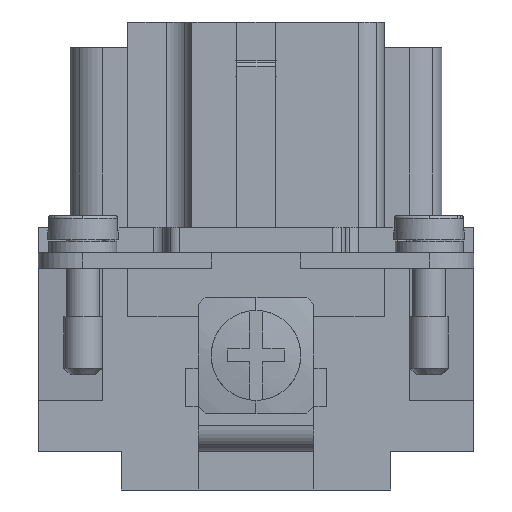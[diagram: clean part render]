
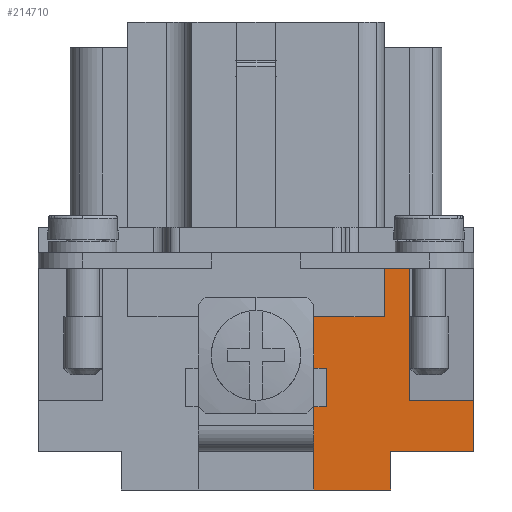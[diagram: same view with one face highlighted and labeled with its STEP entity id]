
A CAD part, left-side view. The second image highlights one B-rep face of the part: STEP entity #214710.
In plain terms, the highlighted planar face has unit normal (-1, 0, 0).
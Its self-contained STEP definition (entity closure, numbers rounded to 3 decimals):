
#94220=CARTESIAN_POINT('',(-21.5,-4.5,-17.355));
#94230=VERTEX_POINT('',#94220);
#160670=CARTESIAN_POINT('',(-21.5,-10.5,-17.5));
#160680=VERTEX_POINT('',#160670);
#160710=CARTESIAN_POINT('',(-21.5,-10.5,-17.5));
#160720=DIRECTION('',(0.,-1.,0.));
#160730=VECTOR('',#160720,6.5);
#160740=LINE('',#160710,#160730);
#160750=CARTESIAN_POINT('',(-21.5,-17.,-17.5));
#160760=VERTEX_POINT('',#160750);
#160770=EDGE_CURVE('',#160680,#160760,#160740,.T.);
#209220=CARTESIAN_POINT('',(-21.5,-5.5,-14.));
#209230=VERTEX_POINT('',#209220);
#209280=CARTESIAN_POINT('',(-21.5,-5.5,-14.));
#209290=DIRECTION('',(0.,1.,0.));
#209300=VECTOR('',#209290,1.);
#209310=LINE('',#209280,#209300);
#209320=CARTESIAN_POINT('',(-21.5,-4.5,-14.));
#209330=VERTEX_POINT('',#209320);
#209340=EDGE_CURVE('',#209230,#209330,#209310,.T.);
#209680=CARTESIAN_POINT('',(-21.5,-5.5,-11.));
#209690=VERTEX_POINT('',#209680);
#209740=CARTESIAN_POINT('',(-21.5,-5.5,-11.));
#209750=DIRECTION('',(0.,0.,-1.));
#209760=VECTOR('',#209750,3.);
#209770=LINE('',#209740,#209760);
#209780=EDGE_CURVE('',#209690,#209230,#209770,.T.);
#210140=CARTESIAN_POINT('',(-21.5,-4.5,-11.));
#210150=VERTEX_POINT('',#210140);
#210180=CARTESIAN_POINT('',(-21.5,-4.5,-11.));
#210190=DIRECTION('',(0.,-1.,0.));
#210200=VECTOR('',#210190,1.);
#210210=LINE('',#210180,#210200);
#210220=EDGE_CURVE('',#210150,#209690,#210210,.T.);
#213480=CARTESIAN_POINT('',(-21.5,-4.5,-7.));
#213490=VERTEX_POINT('',#213480);
#213520=CARTESIAN_POINT('',(-21.5,-4.5,-7.));
#213530=DIRECTION('',(0.,0.,-1.));
#213540=VECTOR('',#213530,4.);
#213550=LINE('',#213520,#213540);
#213560=EDGE_CURVE('',#213490,#210150,#213550,.T.);
#213690=CARTESIAN_POINT('',(-21.5,0.,-2.));
#213700=DIRECTION('',(1.,0.,0.));
#213710=DIRECTION('',(0.,0.,-1.));
#213720=AXIS2_PLACEMENT_3D('',#213690,#213700,#213710);
#213730=PLANE('',#213720);
#213740=ORIENTED_EDGE('',*,*,#213560,.T.);
#213750=CARTESIAN_POINT('',(-21.5,-10.,-7.));
#213760=DIRECTION('',(0.,1.,0.));
#213770=VECTOR('',#213760,5.5);
#213780=LINE('',#213750,#213770);
#213790=CARTESIAN_POINT('',(-21.5,-10.,-7.));
#213800=VERTEX_POINT('',#213790);
#213810=EDGE_CURVE('',#213800,#213490,#213780,.T.);
#213820=ORIENTED_EDGE('',*,*,#213810,.T.);
#213830=CARTESIAN_POINT('',(-21.5,-10.,-3.2));
#213840=DIRECTION('',(0.,0.,-1.));
#213850=VECTOR('',#213840,3.8);
#213860=LINE('',#213830,#213850);
#213870=CARTESIAN_POINT('',(-21.5,-10.,-3.2));
#213880=VERTEX_POINT('',#213870);
#213890=EDGE_CURVE('',#213880,#213800,#213860,.T.);
#213900=ORIENTED_EDGE('',*,*,#213890,.T.);
#213910=CARTESIAN_POINT('',(-21.5,-12.,-3.2));
#213920=DIRECTION('',(0.,1.,0.));
#213930=VECTOR('',#213920,2.);
#213940=LINE('',#213910,#213930);
#213950=CARTESIAN_POINT('',(-21.5,-12.,-3.2));
#213960=VERTEX_POINT('',#213950);
#213970=EDGE_CURVE('',#213960,#213880,#213940,.T.);
#213980=ORIENTED_EDGE('',*,*,#213970,.T.);
#213990=CARTESIAN_POINT('',(-21.5,-12.,-13.5));
#214000=DIRECTION('',(0.,0.,1.));
#214010=VECTOR('',#214000,10.3);
#214020=LINE('',#213990,#214010);
#214030=CARTESIAN_POINT('',(-21.5,-12.,-13.5));
#214040=VERTEX_POINT('',#214030);
#214050=EDGE_CURVE('',#214040,#213960,#214020,.T.);
#214060=ORIENTED_EDGE('',*,*,#214050,.T.);
#214070=CARTESIAN_POINT('',(-21.5,-17.,-13.5));
#214080=DIRECTION('',(0.,1.,0.));
#214090=VECTOR('',#214080,5.);
#214100=LINE('',#214070,#214090);
#214110=CARTESIAN_POINT('',(-21.5,-17.,-13.5));
#214120=VERTEX_POINT('',#214110);
#214130=EDGE_CURVE('',#214120,#214040,#214100,.T.);
#214140=ORIENTED_EDGE('',*,*,#214130,.T.);
#214150=CARTESIAN_POINT('',(-21.5,-17.,-13.5));
#214160=DIRECTION('',(0.,0.,-1.));
#214170=VECTOR('',#214160,4.);
#214180=LINE('',#214150,#214170);
#214190=EDGE_CURVE('',#214120,#160760,#214180,.T.);
#214200=ORIENTED_EDGE('',*,*,#214190,.F.);
#214210=ORIENTED_EDGE('',*,*,#160770,.T.);
#214220=CARTESIAN_POINT('',(-21.5,-10.5,-20.5));
#214230=DIRECTION('',(0.,0.,1.));
#214240=VECTOR('',#214230,3.);
#214250=LINE('',#214220,#214240);
#214260=CARTESIAN_POINT('',(-21.5,-10.5,-20.5));
#214270=VERTEX_POINT('',#214260);
#214280=EDGE_CURVE('',#214270,#160680,#214250,.T.);
#214290=ORIENTED_EDGE('',*,*,#214280,.T.);
#214300=CARTESIAN_POINT('',(-21.5,-10.5,-20.5));
#214310=DIRECTION('',(0.,1.,0.));
#214320=VECTOR('',#214310,6.);
#214330=LINE('',#214300,#214320);
#214340=CARTESIAN_POINT('',(-21.5,-4.5,-20.5));
#214350=VERTEX_POINT('',#214340);
#214360=EDGE_CURVE('',#214270,#214350,#214330,.T.);
#214370=ORIENTED_EDGE('',*,*,#214360,.F.);
#214380=CARTESIAN_POINT('',(-21.5,-4.5,-17.355));
#214390=DIRECTION('',(0.,0.,-1.));
#214400=VECTOR('',#214390,3.145);
#214410=LINE('',#214380,#214400);
#214420=EDGE_CURVE('',#94230,#214350,#214410,.T.);
#214430=ORIENTED_EDGE('',*,*,#214420,.T.);
#214440=CARTESIAN_POINT('',(-21.5,-4.5,-16.251));
#214450=DIRECTION('',(0.,0.,-1.));
#214460=VECTOR('',#214450,1.104);
#214470=LINE('',#214440,#214460);
#214480=CARTESIAN_POINT('',(-21.5,-4.5,-16.251));
#214490=VERTEX_POINT('',#214480);
#214500=EDGE_CURVE('',#214490,#94230,#214470,.T.);
#214510=ORIENTED_EDGE('',*,*,#214500,.T.);
#214520=CARTESIAN_POINT('',(-21.5,-4.5,-16.25));
#214530=DIRECTION('',(0.,0.,-1.));
#214540=VECTOR('',#214530,0.001);
#214550=LINE('',#214520,#214540);
#214560=CARTESIAN_POINT('',(-21.5,-4.5,-16.25));
#214570=VERTEX_POINT('',#214560);
#214580=EDGE_CURVE('',#214570,#214490,#214550,.T.);
#214590=ORIENTED_EDGE('',*,*,#214580,.T.);
#214600=CARTESIAN_POINT('',(-21.5,-4.5,-14.));
#214610=DIRECTION('',(0.,0.,-1.));
#214620=VECTOR('',#214610,2.25);
#214630=LINE('',#214600,#214620);
#214640=EDGE_CURVE('',#209330,#214570,#214630,.T.);
#214650=ORIENTED_EDGE('',*,*,#214640,.T.);
#214660=ORIENTED_EDGE('',*,*,#209340,.T.);
#214670=ORIENTED_EDGE('',*,*,#209780,.T.);
#214680=ORIENTED_EDGE('',*,*,#210220,.T.);
#214690=EDGE_LOOP('',(#214680,#214670,#214660,#214650,#214590,#214510,
#214430,#214370,#214290,#214210,#214200,#214140,#214060,#213980,#213900,
#213820,#213740));
#214700=FACE_OUTER_BOUND('',#214690,.T.);
#214710=ADVANCED_FACE('',(#214700),#213730,.F.);
